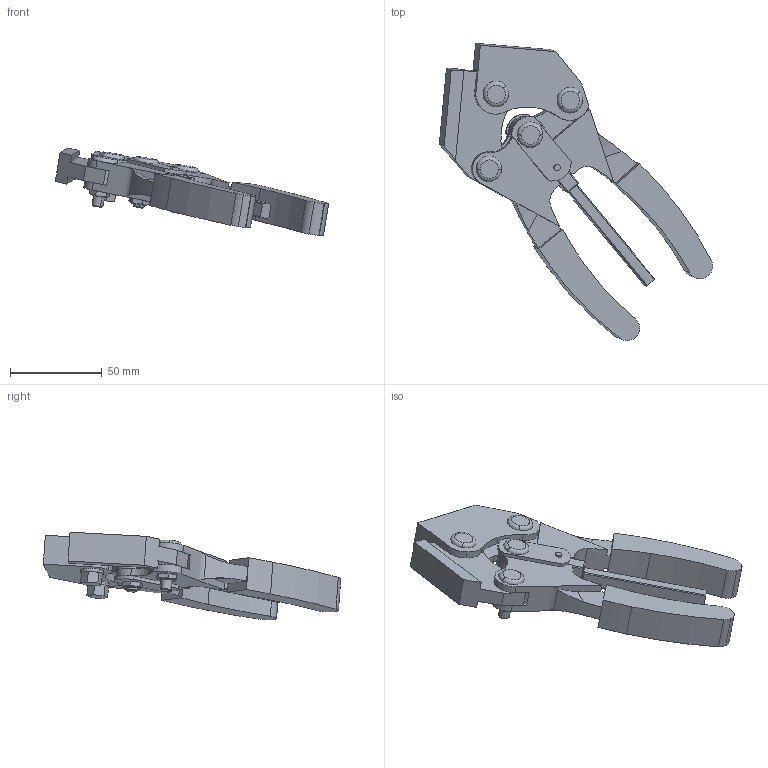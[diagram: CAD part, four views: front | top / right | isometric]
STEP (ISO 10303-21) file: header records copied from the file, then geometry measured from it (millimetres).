
FILE_DESCRIPTION((''),'2;1');
FILE_NAME('P50T.stp','2006-07-11T15:16:19',('Matthew'),(''),'Autodesk Inventor 8','Autodesk Inventor 8','');
FILE_SCHEMA(('AUTOMOTIVE_DESIGN { 1 0 10303 214 1 1 1 1 }'));
Length unit declared in the file: millimetre
Products named in the file (6): P50T; P50T1; P50T2; P50T3; P50T4; P50T5
Assembly tree (5 placements, depth 2):
  P50T
    P50T1
    P50T2
    P50T3
    P50T4
    P50T5
Bounding box: 148.92 x 161.98 x 47.71 mm (x, y, z)
Volume: 120210.1 mm3; surface area: 47098.1 mm2
Topology: 5 solids, 5 shells, 298 faces, 755 edges, 494 vertices
Faces by surface type: plane 142, cylinder 112, bspline 20, cone 16, torus 8
Entity records: 9338 total; most frequent: CARTESIAN_POINT 1870, DIRECTION 1585, ORIENTED_EDGE 1502, EDGE_CURVE 751, AXIS2_PLACEMENT_3D 589, VERTEX_POINT 494, VECTOR 407, LINE 407
